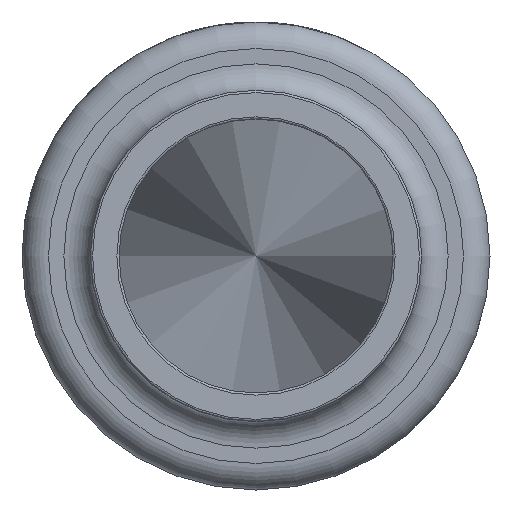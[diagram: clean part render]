
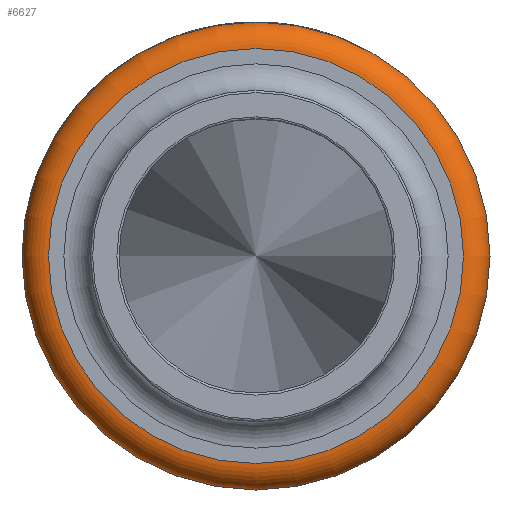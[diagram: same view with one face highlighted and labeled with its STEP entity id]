
A CAD part, left-side view. The second image highlights one B-rep face of the part: STEP entity #6627.
In plain terms, the highlighted toroidal (fillet/blend) face has major radius 11.932 mm and minor radius 1.524 mm.
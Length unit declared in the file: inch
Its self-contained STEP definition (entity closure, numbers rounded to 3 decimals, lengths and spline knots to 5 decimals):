
#16=TOROIDAL_SURFACE('',#7033,0.46975,0.06);
#590=CIRCLE('',#6989,0.52975);
#591=CIRCLE('',#6990,0.52975);
#592=CIRCLE('',#6991,0.52975);
#610=CIRCLE('',#7027,0.46975);
#611=CIRCLE('',#7028,0.46975);
#615=CIRCLE('',#7034,0.06);
#981=FACE_OUTER_BOUND('',#1380,.T.);
#1380=EDGE_LOOP('',(#6225,#6226,#6227,#6228,#6229,#6230,#6231));
#3246=VERTEX_POINT('',#18849);
#3247=VERTEX_POINT('',#18851);
#3248=VERTEX_POINT('',#18853);
#3270=VERTEX_POINT('',#21376);
#3271=VERTEX_POINT('',#21377);
#4225=EDGE_CURVE('',#3247,#3246,#590,.T.);
#4226=EDGE_CURVE('',#3248,#3247,#591,.T.);
#4227=EDGE_CURVE('',#3246,#3248,#592,.T.);
#4258=EDGE_CURVE('',#3270,#3271,#610,.T.);
#4259=EDGE_CURVE('',#3271,#3270,#611,.T.);
#4264=EDGE_CURVE('',#3248,#3271,#615,.T.);
#6225=ORIENTED_EDGE('',*,*,#4225,.T.);
#6226=ORIENTED_EDGE('',*,*,#4227,.T.);
#6227=ORIENTED_EDGE('',*,*,#4264,.T.);
#6228=ORIENTED_EDGE('',*,*,#4259,.T.);
#6229=ORIENTED_EDGE('',*,*,#4258,.T.);
#6230=ORIENTED_EDGE('',*,*,#4264,.F.);
#6231=ORIENTED_EDGE('',*,*,#4226,.T.);
#6627=ADVANCED_FACE('',(#981),#16,.T.);
#6989=AXIS2_PLACEMENT_3D('',#18852,#8150,#8151);
#6990=AXIS2_PLACEMENT_3D('',#18854,#8152,#8153);
#6991=AXIS2_PLACEMENT_3D('',#18855,#8154,#8155);
#7027=AXIS2_PLACEMENT_3D('',#21378,#8231,#8232);
#7028=AXIS2_PLACEMENT_3D('',#21379,#8233,#8234);
#7033=AXIS2_PLACEMENT_3D('',#21388,#8244,#8245);
#7034=AXIS2_PLACEMENT_3D('',#21389,#8246,#8247);
#8150=DIRECTION('center_axis',(-1.,0.,0.));
#8151=DIRECTION('ref_axis',(0.,-1.,0.));
#8152=DIRECTION('center_axis',(-1.,0.,0.));
#8153=DIRECTION('ref_axis',(0.,-1.,0.));
#8154=DIRECTION('center_axis',(-1.,0.,0.));
#8155=DIRECTION('ref_axis',(0.,-1.,0.));
#8231=DIRECTION('center_axis',(1.,0.,0.));
#8232=DIRECTION('ref_axis',(0.,-1.,0.));
#8233=DIRECTION('center_axis',(1.,0.,0.));
#8234=DIRECTION('ref_axis',(0.,-1.,0.));
#8244=DIRECTION('center_axis',(1.,0.,0.));
#8245=DIRECTION('ref_axis',(0.,0.,-1.));
#8246=DIRECTION('center_axis',(0.,-1.,0.));
#8247=DIRECTION('ref_axis',(0.,0.,1.));
#18849=CARTESIAN_POINT('',(0.31,-0.52975,0.));
#18851=CARTESIAN_POINT('',(0.31,0.52975,0.));
#18852=CARTESIAN_POINT('Origin',(0.31,0.,0.));
#18853=CARTESIAN_POINT('',(0.31,0.,0.52975));
#18854=CARTESIAN_POINT('Origin',(0.31,0.,0.));
#18855=CARTESIAN_POINT('Origin',(0.31,0.,0.));
#21376=CARTESIAN_POINT('',(0.25,0.46975,0.));
#21377=CARTESIAN_POINT('',(0.25,0.,0.46975));
#21378=CARTESIAN_POINT('Origin',(0.25,0.,0.));
#21379=CARTESIAN_POINT('Origin',(0.25,0.,0.));
#21388=CARTESIAN_POINT('Origin',(0.31,0.,0.));
#21389=CARTESIAN_POINT('Origin',(0.31,0.,0.46975));
